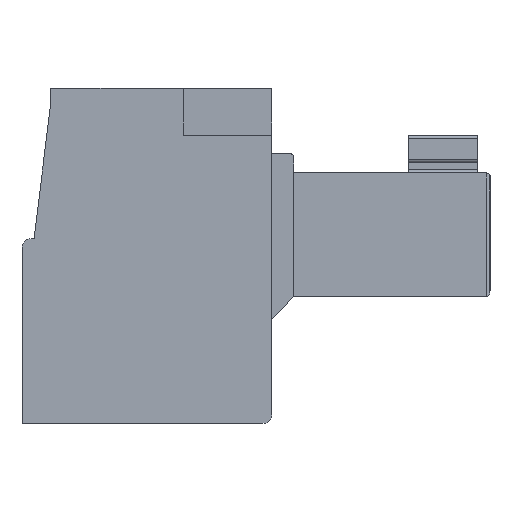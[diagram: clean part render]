
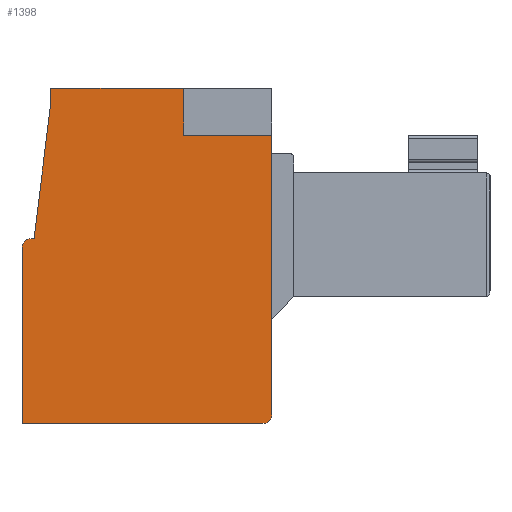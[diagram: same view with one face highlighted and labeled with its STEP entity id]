
A CAD part, left-side view. The second image highlights one B-rep face of the part: STEP entity #1398.
In plain terms, the highlighted planar face has unit normal (-1, 0, 0).
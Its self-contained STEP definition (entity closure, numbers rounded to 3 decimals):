
#118=PLANE('',#1566);
#181=FACE_OUTER_BOUND('',#263,.T.);
#263=EDGE_LOOP('',(#1048,#1049,#1050,#1051,#1052,#1053,#1054,#1055,#1056,
#1057,#1058));
#340=LINE('',#2128,#491);
#352=LINE('',#2154,#503);
#369=LINE('',#2197,#520);
#377=LINE('',#2213,#528);
#378=LINE('',#2218,#529);
#379=LINE('',#2221,#530);
#380=LINE('',#2223,#531);
#381=LINE('',#2225,#532);
#382=LINE('',#2226,#533);
#491=VECTOR('',#1699,10.);
#503=VECTOR('',#1717,10.);
#520=VECTOR('',#1752,10.);
#528=VECTOR('',#1766,10.);
#529=VECTOR('',#1771,10.);
#530=VECTOR('',#1774,10.);
#531=VECTOR('',#1775,10.);
#532=VECTOR('',#1776,10.);
#533=VECTOR('',#1777,10.);
#646=CIRCLE('',#1567,0.3);
#647=CIRCLE('',#1568,0.3);
#678=VERTEX_POINT('',#2125);
#679=VERTEX_POINT('',#2127);
#689=VERTEX_POINT('',#2151);
#690=VERTEX_POINT('',#2153);
#707=VERTEX_POINT('',#2196);
#712=VERTEX_POINT('',#2211);
#713=VERTEX_POINT('',#2215);
#714=VERTEX_POINT('',#2216);
#715=VERTEX_POINT('',#2220);
#716=VERTEX_POINT('',#2222);
#717=VERTEX_POINT('',#2224);
#803=EDGE_CURVE('',#678,#679,#340,.T.);
#815=EDGE_CURVE('',#689,#690,#352,.T.);
#836=EDGE_CURVE('',#679,#707,#369,.T.);
#845=EDGE_CURVE('',#712,#678,#377,.T.);
#846=EDGE_CURVE('',#713,#714,#646,.T.);
#847=EDGE_CURVE('',#690,#713,#378,.T.);
#848=EDGE_CURVE('',#707,#689,#647,.T.);
#849=EDGE_CURVE('',#715,#712,#379,.T.);
#850=EDGE_CURVE('',#716,#715,#380,.T.);
#851=EDGE_CURVE('',#717,#716,#381,.T.);
#852=EDGE_CURVE('',#714,#717,#382,.T.);
#1048=ORIENTED_EDGE('',*,*,#846,.F.);
#1049=ORIENTED_EDGE('',*,*,#847,.F.);
#1050=ORIENTED_EDGE('',*,*,#815,.F.);
#1051=ORIENTED_EDGE('',*,*,#848,.F.);
#1052=ORIENTED_EDGE('',*,*,#836,.F.);
#1053=ORIENTED_EDGE('',*,*,#803,.F.);
#1054=ORIENTED_EDGE('',*,*,#845,.F.);
#1055=ORIENTED_EDGE('',*,*,#849,.F.);
#1056=ORIENTED_EDGE('',*,*,#850,.F.);
#1057=ORIENTED_EDGE('',*,*,#851,.F.);
#1058=ORIENTED_EDGE('',*,*,#852,.F.);
#1398=ADVANCED_FACE('',(#181),#118,.F.);
#1566=AXIS2_PLACEMENT_3D('',#2214,#1767,#1768);
#1567=AXIS2_PLACEMENT_3D('',#2217,#1769,#1770);
#1568=AXIS2_PLACEMENT_3D('',#2219,#1772,#1773);
#1699=DIRECTION('',(0.,-1.,0.));
#1717=DIRECTION('',(0.,1.,0.));
#1752=DIRECTION('',(0.,0.,-1.));
#1766=DIRECTION('',(0.,0.,-1.));
#1767=DIRECTION('center_axis',(1.,0.,0.));
#1768=DIRECTION('ref_axis',(0.,0.,-1.));
#1769=DIRECTION('center_axis',(1.,0.,0.));
#1770=DIRECTION('ref_axis',(0.,1.,0.));
#1771=DIRECTION('',(0.,0.,1.));
#1772=DIRECTION('center_axis',(1.,0.,0.));
#1773=DIRECTION('ref_axis',(0.,-1.,0.));
#1774=DIRECTION('',(0.,-1.,0.));
#1775=DIRECTION('',(0.,0.,1.));
#1776=DIRECTION('',(0.,-0.122,0.993));
#1777=DIRECTION('',(0.,-1.,0.));
#2125=CARTESIAN_POINT('',(-2.54,11.85,6.12));
#2127=CARTESIAN_POINT('',(-2.54,8.93,6.12));
#2128=CARTESIAN_POINT('',(-2.54,11.85,6.12));
#2151=CARTESIAN_POINT('',(-2.54,9.23,-3.43));
#2153=CARTESIAN_POINT('',(-2.54,17.2,-3.43));
#2154=CARTESIAN_POINT('',(-2.54,9.23,-3.43));
#2196=CARTESIAN_POINT('',(-2.54,8.93,-3.13));
#2197=CARTESIAN_POINT('',(-2.54,8.93,6.12));
#2211=CARTESIAN_POINT('',(-2.54,11.85,7.67));
#2213=CARTESIAN_POINT('',(-2.54,11.85,7.67));
#2214=CARTESIAN_POINT('Origin',(-2.54,13.045,1.901));
#2215=CARTESIAN_POINT('',(-2.54,17.2,2.4));
#2216=CARTESIAN_POINT('',(-2.54,16.9,2.7));
#2217=CARTESIAN_POINT('Origin',(-2.54,16.9,2.4));
#2218=CARTESIAN_POINT('',(-2.54,17.2,-3.43));
#2219=CARTESIAN_POINT('Origin',(-2.54,9.23,-3.13));
#2220=CARTESIAN_POINT('',(-2.54,16.25,7.67));
#2221=CARTESIAN_POINT('',(-2.54,16.25,7.67));
#2222=CARTESIAN_POINT('',(-2.54,16.25,7.17));
#2223=CARTESIAN_POINT('',(-2.54,16.25,7.17));
#2224=CARTESIAN_POINT('',(-2.54,16.8,2.7));
#2225=CARTESIAN_POINT('',(-2.54,16.8,2.7));
#2226=CARTESIAN_POINT('',(-2.54,16.9,2.7));
